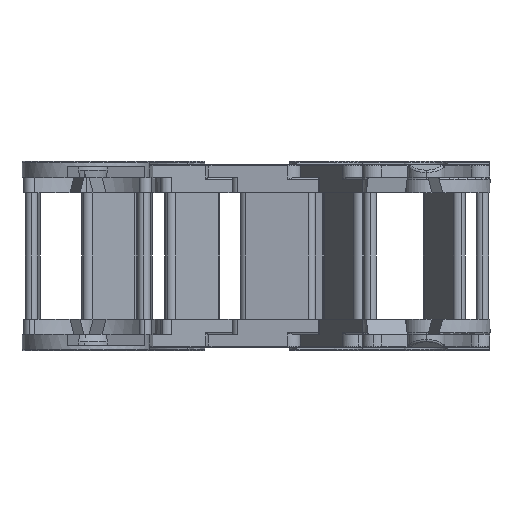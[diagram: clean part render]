
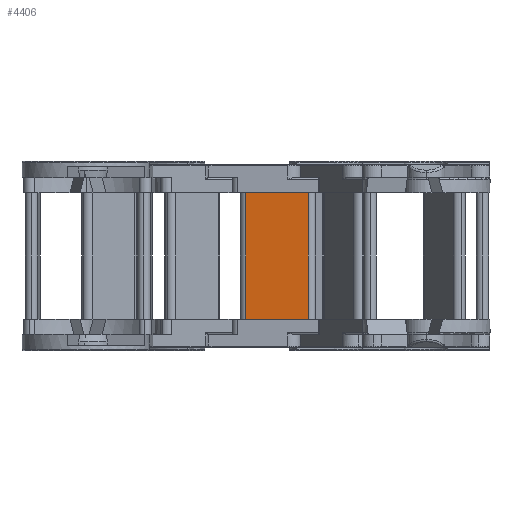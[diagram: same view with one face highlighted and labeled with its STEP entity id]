
A CAD part, left-side view. The second image highlights one B-rep face of the part: STEP entity #4406.
In plain terms, the highlighted face is planar.
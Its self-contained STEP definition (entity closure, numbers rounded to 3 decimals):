
#111 = EDGE_CURVE ( 'NONE', #1861, #1250, #4203, .T. ) ;
#643 = CARTESIAN_POINT ( 'NONE',  ( 3.3, 9.9, 0. ) ) ;
#654 = DIRECTION ( 'NONE',  ( 0., 1., 0. ) ) ;
#869 = EDGE_CURVE ( 'NONE', #1250, #1336, #1113, .T. ) ;
#1032 = VECTOR ( 'NONE', #1299, 1000. ) ;
#1113 = LINE ( 'NONE', #2352, #2838 ) ;
#1250 = VERTEX_POINT ( 'NONE', #3238 ) ;
#1299 = DIRECTION ( 'NONE',  ( -1., 0., 0. ) ) ;
#1336 = VERTEX_POINT ( 'NONE', #5682 ) ;
#1534 = EDGE_CURVE ( 'NONE', #2981, #1861, #2255, .T. ) ;
#1857 = ORIENTED_EDGE ( 'NONE', *, *, #111, .T. ) ;
#1861 = VERTEX_POINT ( 'NONE', #2482 ) ;
#1934 = EDGE_CURVE ( 'NONE', #1336, #2981, #5684, .T. ) ;
#2162 = CARTESIAN_POINT ( 'NONE',  ( -7.7, 9.9, -17.1 ) ) ;
#2255 = LINE ( 'NONE', #2162, #1032 ) ;
#2314 = EDGE_LOOP ( 'NONE', ( #1857, #2689, #2858, #5953 ) ) ;
#2352 = CARTESIAN_POINT ( 'NONE',  ( -7.7, 9.9, 2.9 ) ) ;
#2419 = VECTOR ( 'NONE', #5935, 1000. ) ;
#2482 = CARTESIAN_POINT ( 'NONE',  ( -6.7, 9.9, -17.1 ) ) ;
#2689 = ORIENTED_EDGE ( 'NONE', *, *, #869, .T. ) ;
#2838 = VECTOR ( 'NONE', #4673, 1000. ) ;
#2858 = ORIENTED_EDGE ( 'NONE', *, *, #1934, .T. ) ;
#2924 = CARTESIAN_POINT ( 'NONE',  ( 3.3, 9.9, -17.1 ) ) ;
#2981 = VERTEX_POINT ( 'NONE', #2924 ) ;
#3238 = CARTESIAN_POINT ( 'NONE',  ( -6.7, 9.9, 2.9 ) ) ;
#3261 = PLANE ( 'NONE',  #4076 ) ;
#3265 = VECTOR ( 'NONE', #3442, 1000. ) ;
#3335 = DIRECTION ( 'NONE',  ( 0., 0., 1. ) ) ;
#3442 = DIRECTION ( 'NONE',  ( 0., 0., -1. ) ) ;
#4043 = CARTESIAN_POINT ( 'NONE',  ( -6.7, 9.9, 0. ) ) ;
#4076 = AXIS2_PLACEMENT_3D ( 'NONE', #4323, #654, #3335 ) ;
#4203 = LINE ( 'NONE', #4043, #2419 ) ;
#4323 = CARTESIAN_POINT ( 'NONE',  ( 0., 9.9, 0. ) ) ;
#4406 = ADVANCED_FACE ( 'NONE', ( #5299 ), #3261, .T. ) ;
#4673 = DIRECTION ( 'NONE',  ( 1., 0., 0. ) ) ;
#5299 = FACE_OUTER_BOUND ( 'NONE', #2314, .T. ) ;
#5682 = CARTESIAN_POINT ( 'NONE',  ( 3.3, 9.9, 2.9 ) ) ;
#5684 = LINE ( 'NONE', #643, #3265 ) ;
#5935 = DIRECTION ( 'NONE',  ( 0., 0., 1. ) ) ;
#5953 = ORIENTED_EDGE ( 'NONE', *, *, #1534, .T. ) ;
